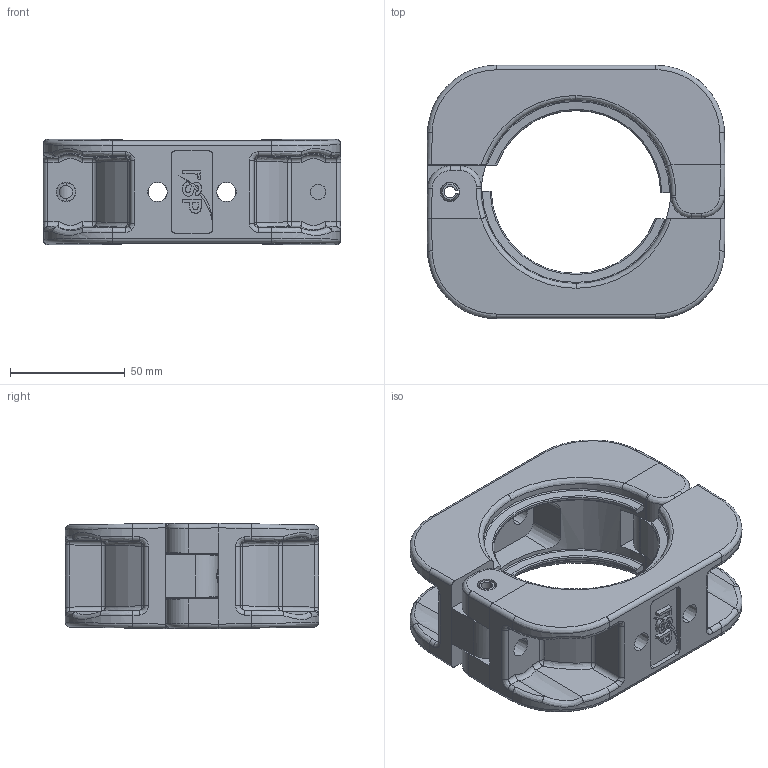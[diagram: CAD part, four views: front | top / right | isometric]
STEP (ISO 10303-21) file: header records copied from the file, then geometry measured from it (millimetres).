
FILE_DESCRIPTION (( 'STEP AP214' ), '1' );
FILE_NAME ('P0077.STEP', '2021-08-18T10:39:07', ( '' ), ( '' ), 'SwSTEP 2.0', 'SolidWorks 2019', '' );
FILE_SCHEMA (( 'AUTOMOTIVE_DESIGN' ));
Length unit declared in the file: millimetre
Products named in the file (1): P0077
Bounding box: 130 x 110.5 x 46 mm (x, y, z)
Volume: 228036.3 mm3; surface area: 75464.3 mm2
Topology: 7 solids, 7 shells, 558 faces, 1406 edges, 865 vertices
Faces by surface type: plane 174, bspline 164, cylinder 147, cone 47, sphere 16, torus 10
Entity records: 30397 total; most frequent: CARTESIAN_POINT 12394, ORIENTED_EDGE 2796, DIRECTION 2003, EDGE_CURVE 1398, VERTEX_POINT 865, AXIS2_PLACEMENT_3D 728, EDGE_LOOP 595, UNCERTAINTY_MEASURE_WITH_UNIT 567
